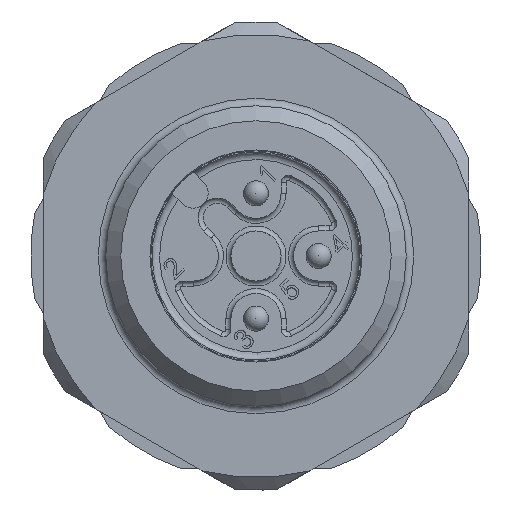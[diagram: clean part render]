
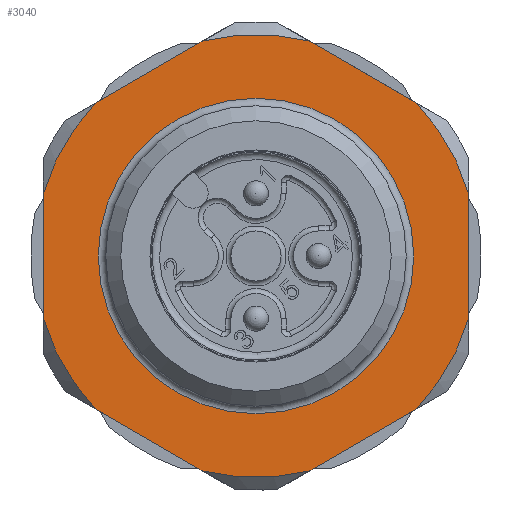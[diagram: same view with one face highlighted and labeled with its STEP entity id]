
A CAD part, front view. The second image highlights one B-rep face of the part: STEP entity #3040.
In plain terms, the highlighted planar face has unit normal (0, -1, 0).
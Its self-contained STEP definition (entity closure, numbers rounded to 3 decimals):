
#507=PLANE('',#3791);
#616=LINE('',#5193,#807);
#617=LINE('',#5194,#808);
#618=LINE('',#5195,#809);
#619=LINE('',#5196,#810);
#620=LINE('',#5197,#811);
#621=LINE('',#5198,#812);
#807=VECTOR('',#4202,1.);
#808=VECTOR('',#4203,1.);
#809=VECTOR('',#4204,1.);
#810=VECTOR('',#4205,1.);
#811=VECTOR('',#4206,1.);
#812=VECTOR('',#4207,1.);
#1026=EDGE_LOOP('',(#1372));
#1027=EDGE_LOOP('',(#1373,#1374,#1375,#1376,#1377,#1378,#1379,#1380,#1381,
#1382,#1383,#1384));
#1372=ORIENTED_EDGE('',*,*,#2378,.T.);
#1373=ORIENTED_EDGE('',*,*,#2361,.F.);
#1374=ORIENTED_EDGE('',*,*,#2379,.T.);
#1375=ORIENTED_EDGE('',*,*,#2363,.F.);
#1376=ORIENTED_EDGE('',*,*,#2380,.T.);
#1377=ORIENTED_EDGE('',*,*,#2376,.F.);
#1378=ORIENTED_EDGE('',*,*,#2381,.T.);
#1379=ORIENTED_EDGE('',*,*,#2373,.F.);
#1380=ORIENTED_EDGE('',*,*,#2382,.T.);
#1381=ORIENTED_EDGE('',*,*,#2370,.F.);
#1382=ORIENTED_EDGE('',*,*,#2383,.T.);
#1383=ORIENTED_EDGE('',*,*,#2367,.F.);
#1384=ORIENTED_EDGE('',*,*,#2384,.T.);
#2361=EDGE_CURVE('',#3429,#3430,#2851,.T.);
#2363=EDGE_CURVE('',#3431,#3432,#2852,.T.);
#2367=EDGE_CURVE('',#3433,#3434,#2853,.T.);
#2370=EDGE_CURVE('',#3435,#3436,#2854,.T.);
#2373=EDGE_CURVE('',#3437,#3438,#2855,.T.);
#2376=EDGE_CURVE('',#3439,#3440,#2856,.T.);
#2378=EDGE_CURVE('',#3441,#3441,#2857,.T.);
#2379=EDGE_CURVE('',#3429,#3432,#616,.T.);
#2380=EDGE_CURVE('',#3431,#3440,#617,.T.);
#2381=EDGE_CURVE('',#3439,#3438,#618,.T.);
#2382=EDGE_CURVE('',#3437,#3436,#619,.T.);
#2383=EDGE_CURVE('',#3435,#3434,#620,.T.);
#2384=EDGE_CURVE('',#3433,#3430,#621,.T.);
#2851=CIRCLE('',#3778,8.85);
#2852=CIRCLE('',#3780,8.85);
#2853=CIRCLE('',#3782,8.85);
#2854=CIRCLE('',#3784,8.85);
#2855=CIRCLE('',#3786,8.85);
#2856=CIRCLE('',#3788,8.85);
#2857=CIRCLE('',#3790,6.3);
#3040=ADVANCED_FACE('',(#3273,#3274),#507,.T.);
#3273=FACE_BOUND('',#1026,.T.);
#3274=FACE_BOUND('',#1027,.T.);
#3429=VERTEX_POINT('',#5123);
#3430=VERTEX_POINT('',#5125);
#3431=VERTEX_POINT('',#5132);
#3432=VERTEX_POINT('',#5133);
#3433=VERTEX_POINT('',#5147);
#3434=VERTEX_POINT('',#5149);
#3435=VERTEX_POINT('',#5159);
#3436=VERTEX_POINT('',#5161);
#3437=VERTEX_POINT('',#5171);
#3438=VERTEX_POINT('',#5173);
#3439=VERTEX_POINT('',#5183);
#3440=VERTEX_POINT('',#5185);
#3441=VERTEX_POINT('',#5192);
#3778=AXIS2_PLACEMENT_3D('',#5124,#4176,#4177);
#3780=AXIS2_PLACEMENT_3D('',#5131,#4180,#4181);
#3782=AXIS2_PLACEMENT_3D('',#5148,#4184,#4185);
#3784=AXIS2_PLACEMENT_3D('',#5160,#4188,#4189);
#3786=AXIS2_PLACEMENT_3D('',#5172,#4192,#4193);
#3788=AXIS2_PLACEMENT_3D('',#5184,#4196,#4197);
#3790=AXIS2_PLACEMENT_3D('',#5191,#4200,#4201);
#3791=AXIS2_PLACEMENT_3D('',#5199,#4208,#4209);
#4176=DIRECTION('',(0.,1.,0.));
#4177=DIRECTION('',(0.5,0.,-0.866));
#4180=DIRECTION('',(0.,1.,0.));
#4181=DIRECTION('',(0.5,0.,-0.866));
#4184=DIRECTION('',(0.,1.,0.));
#4185=DIRECTION('',(0.5,0.,-0.866));
#4188=DIRECTION('',(0.,1.,0.));
#4189=DIRECTION('',(0.5,0.,-0.866));
#4192=DIRECTION('',(0.,1.,0.));
#4193=DIRECTION('',(0.5,0.,-0.866));
#4196=DIRECTION('',(0.,1.,0.));
#4197=DIRECTION('',(0.5,0.,-0.866));
#4200=DIRECTION('',(0.,1.,0.));
#4201=DIRECTION('',(0.5,0.,-0.866));
#4202=DIRECTION('',(-0.866,0.,0.5));
#4203=DIRECTION('',(-0.866,0.,-0.5));
#4204=DIRECTION('',(0.,0.,-1.));
#4205=DIRECTION('',(0.866,0.,-0.5));
#4206=DIRECTION('',(0.866,0.,0.5));
#4207=DIRECTION('',(0.,0.,1.));
#4208=DIRECTION('',(0.,-1.,0.));
#4209=DIRECTION('',(-0.5,0.,0.866));
#5123=CARTESIAN_POINT('',(6.384,10.1,6.129));
#5124=CARTESIAN_POINT('',(0.,10.1,0.));
#5125=CARTESIAN_POINT('',(8.5,10.1,2.464));
#5131=CARTESIAN_POINT('',(0.,10.1,0.));
#5132=CARTESIAN_POINT('',(-2.116,10.1,8.593));
#5133=CARTESIAN_POINT('',(2.116,10.1,8.593));
#5147=CARTESIAN_POINT('',(8.5,10.1,-2.464));
#5148=CARTESIAN_POINT('',(0.,10.1,0.));
#5149=CARTESIAN_POINT('',(6.384,10.1,-6.129));
#5159=CARTESIAN_POINT('',(2.116,10.1,-8.593));
#5160=CARTESIAN_POINT('',(0.,10.1,0.));
#5161=CARTESIAN_POINT('',(-2.116,10.1,-8.593));
#5171=CARTESIAN_POINT('',(-6.384,10.1,-6.129));
#5172=CARTESIAN_POINT('',(0.,10.1,0.));
#5173=CARTESIAN_POINT('',(-8.5,10.1,-2.464));
#5183=CARTESIAN_POINT('',(-8.5,10.1,2.464));
#5184=CARTESIAN_POINT('',(0.,10.1,0.));
#5185=CARTESIAN_POINT('',(-6.384,10.1,6.129));
#5191=CARTESIAN_POINT('',(0.,10.1,0.));
#5192=CARTESIAN_POINT('',(3.15,10.1,-5.456));
#5193=CARTESIAN_POINT('',(0.418,10.1,9.574));
#5194=CARTESIAN_POINT('',(-11.914,10.1,2.936));
#5195=CARTESIAN_POINT('',(-8.5,10.1,-4.425));
#5196=CARTESIAN_POINT('',(-8.082,10.1,-5.149));
#5197=CARTESIAN_POINT('',(-3.414,10.1,-11.786));
#5198=CARTESIAN_POINT('',(8.5,10.1,-4.425));
#5199=CARTESIAN_POINT('',(-7.664,10.1,-4.425));
